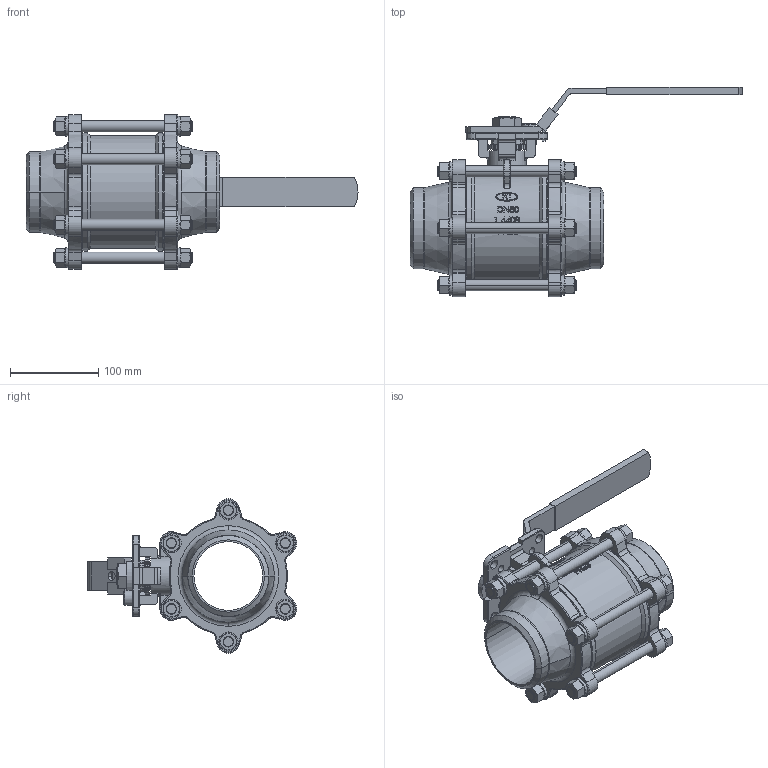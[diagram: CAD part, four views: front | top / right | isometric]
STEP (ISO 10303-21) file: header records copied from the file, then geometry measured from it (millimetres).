
FILE_DESCRIPTION (( 'STEP AP203' ), '1' );
FILE_NAME ('KV-L31 3.STEP', '2017-02-07T03:09:04', ( 'XiTongTianDi' ), ( 'XiTongTianDi.Com' ), 'SwSTEP 2.0', 'SolidWorks 2013', '' );
FILE_SCHEMA (( 'CONFIG_CONTROL_DESIGN' ));
Length unit declared in the file: millimetre
Products named in the file (1): KV-L31 3
Bounding box: 377 x 237.79 x 175.3 mm (x, y, z)
Volume: 1738476.6 mm3; surface area: 284710.4 mm2
Topology: 7 solids, 8 shells, 1368 faces, 3729 edges, 2373 vertices
Faces by surface type: plane 471, cylinder 436, bspline 233, torus 126, cone 102
Entity records: 94743 total; most frequent: CARTESIAN_POINT 62480, ORIENTED_EDGE 7458, DIRECTION 5788, EDGE_CURVE 3729, VERTEX_POINT 2373, AXIS2_PLACEMENT_3D 2186, EDGE_LOOP 1484, LINE 1416
